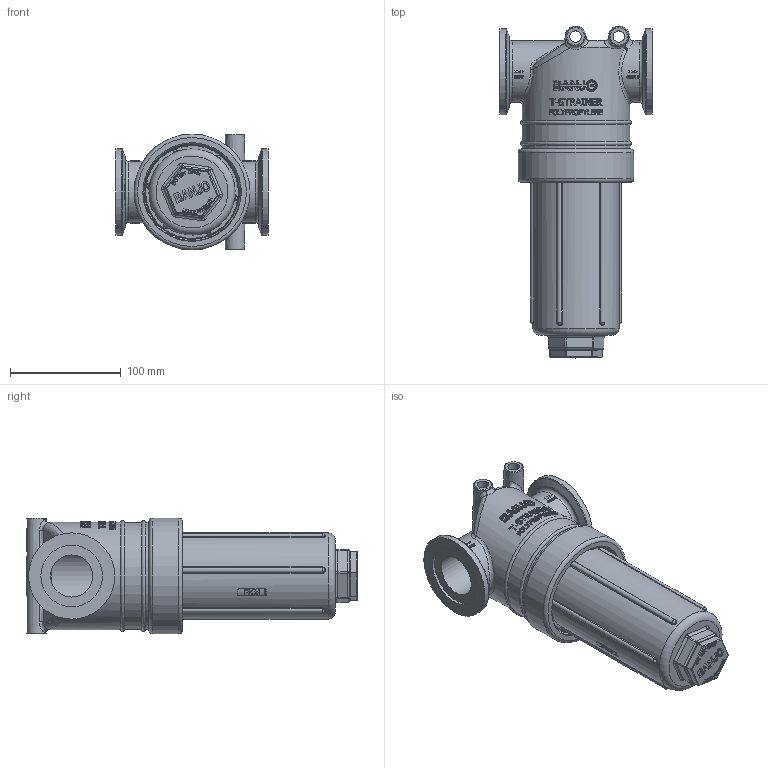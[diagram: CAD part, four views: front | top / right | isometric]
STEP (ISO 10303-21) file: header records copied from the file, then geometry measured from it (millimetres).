
FILE_DESCRIPTION(/* description */ ('2" MNFD T-STRAINER 80 MESH, FKM'),/* implementation_level */ '2;1');
FILE_NAME(/* name */ 'MLST150-80V.stp',/* time_stamp */ '2021-01-20T11:46:31-05:00',/* author */ ('DMK'),/* organization */ (''),/* preprocessor_version */ 'ST-DEVELOPER v17.2',/* originating_system */ 'Autodesk Inventor 2019',/* authorisation */ '');
FILE_SCHEMA (('AUTOMOTIVE_DESIGN { 1 0 10303 214 3 1 1 }'));
Length unit declared in the file: inch
Products named in the file (10): MLST150-80V; MLST150-H; MLST150-H_1; LST150-BV; LST150-XB; LSQ200-RV; LSQ200-PL; VL1005; LST150-GV; LST1580
Assembly tree (9 placements, depth 3):
  MLST150-80V
    MLST150-H
      MLST150-H_1
    LST150-BV
      LST150-XB
      LSQ200-RV
      LSQ200-PL
      VL1005
    LST150-GV
    LST1580
Bounding box: 137.41 x 299.96 x 104.65 mm (x, y, z)
Volume: 857725 mm3; surface area: 324095.9 mm2
Topology: 7 solids, 7 shells, 2267 faces, 6047 edges, 3967 vertices
Faces by surface type: plane 1226, bspline 642, cylinder 290, torus 55, cone 32, sphere 22
Full cylindrical faces by diameter (mm): 10.319 x2, 19.05 x1, 33.401 x1, 38.1 x2, 45.974 x1, 50.8 x1, 51.054 x1, 55.626 x4, 56.388 x1, 57.404 x1, 57.658 x3, 65.024 x1, 66.548 x1, 72.898 x1, 77.216 x1, 77.787 x1, 77.978 x2, 81.026 x1, 83.82 x6, 85.463 x7, 87.255 x4, 96.774 x3, 104.648 x1
Entity records: 128874 total; most frequent: CARTESIAN_POINT 76368, ORIENTED_EDGE 12056, DIRECTION 8658, EDGE_CURVE 6028, VERTEX_POINT 3968, LINE 3112, VECTOR 3112, AXIS2_PLACEMENT_3D 2773
